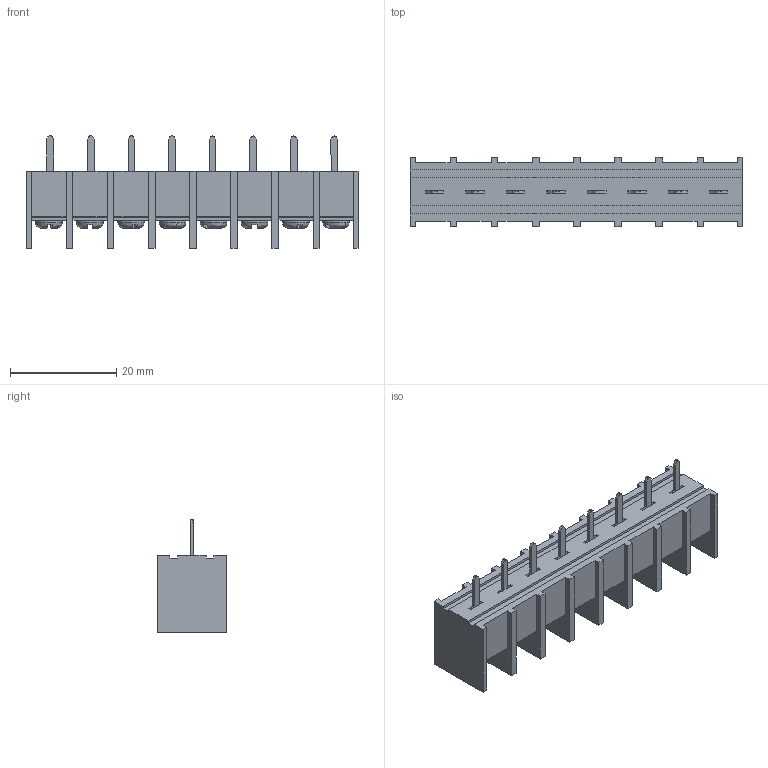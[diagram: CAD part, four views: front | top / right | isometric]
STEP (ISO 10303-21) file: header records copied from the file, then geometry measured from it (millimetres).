
FILE_DESCRIPTION (( 'STEP AP214' ), '1' );
FILE_NAME ('User Library-8stg_Barrier_Terminal.STEP', '2021-03-06T13:01:55', ( '' ), ( '' ), 'SwSTEP 2.0', 'SolidWorks 2020', '' );
FILE_SCHEMA (( 'AUTOMOTIVE_DESIGN' ));
Length unit declared in the file: millimetre
Products named in the file (34): Cube040; Fusion001; Cube038; User Library-8stg_Barrier_Terminal; Cut031; Fusion003; Fusion006; Cube034; Body003; Cube039; Cube035; Fusion002; Cube037; Cut028; Body007; Body002; Cube033; Fusion007; Body008; Cut026; Body001; Fusion; Body006; Cut039; Body005; Fusion004; Body004; Fusion005; Cut049; Cut037; Cube036; Cut025; Cut035; Cut032
Assembly tree (33 placements, depth 2):
  User Library-8stg_Barrier_Terminal
    Cut049
    Fusion004
    Fusion003
    Fusion006
    Fusion001
    Fusion
    Fusion002
    Fusion007
    Fusion005
    Cut039
    Cut037
    Cut035
    Cut032
    Cut031
    Cut028
    Cut026
    Cut025
    Cube040
    Cube039
    Cube038
    Cube037
    Cube036
    Cube035
    Cube034
    Cube033
    Body008
    Body007
    Body006
    Body005
    Body004
    Body003
    Body002
    Body001
Bounding box: 62.5 x 13 x 21.27 mm (x, y, z)
Volume: 7247.2 mm3; surface area: 7899.4 mm2
Topology: 25 solids, 33 shells, 518 faces, 1328 edges, 884 vertices
Faces by surface type: plane 446, cylinder 56, bspline 16
Entity records: 23388 total; most frequent: CARTESIAN_POINT 3999, ORIENTED_EDGE 2640, DIRECTION 2386, EDGE_CURVE 1328, LINE 1028, VECTOR 1028, VERTEX_POINT 884, AXIS2_PLACEMENT_3D 679
